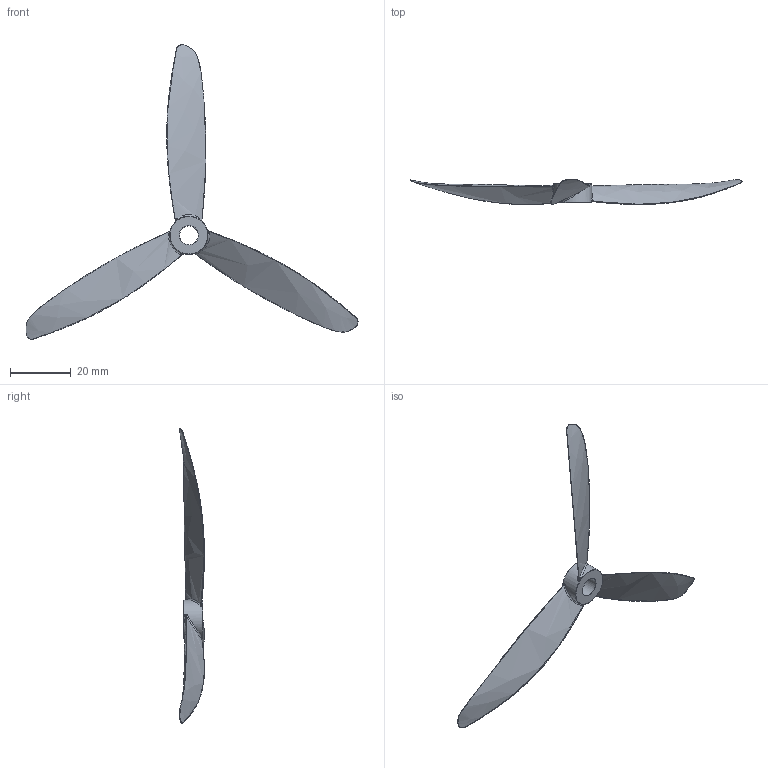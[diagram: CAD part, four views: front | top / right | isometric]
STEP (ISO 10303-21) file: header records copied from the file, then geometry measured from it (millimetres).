
FILE_DESCRIPTION(/* description */ (''),/* implementation_level */ '2;1');
FILE_NAME(/* name */ 'PropCCW.step',/* time_stamp */ '2023-01-09T01:28:16+05:30',/* author */ (''),/* organization */ (''),/* preprocessor_version */ 'ST-DEVELOPER v19.2',/* originating_system */ 'Autodesk Translation Framework v11.17.0.187',/* authorisation */ '');
FILE_SCHEMA (('AUTOMOTIVE_DESIGN { 1 0 10303 214 3 1 1 }'));
Length unit declared in the file: millimetre
Products named in the file (1): 5045 CCW
Bounding box: 109.17 x 8.15 x 96.87 mm (x, y, z)
Volume: 2693.3 mm3; surface area: 4653.1 mm2
Topology: 1 solids, 1 shells, 43 faces, 108 edges, 67 vertices
Faces by surface type: bspline 33, torus 4, cylinder 4, plane 2
Full cylindrical faces by diameter (mm): 6.15 x1
Entity records: 6724 total; most frequent: CARTESIAN_POINT 5820, ORIENTED_EDGE 216, DIRECTION 123, EDGE_CURVE 108, VERTEX_POINT 67, AXIS2_PLACEMENT_3D 61, B_SPLINE_CURVE_WITH_KNOTS 57, EDGE_LOOP 45
